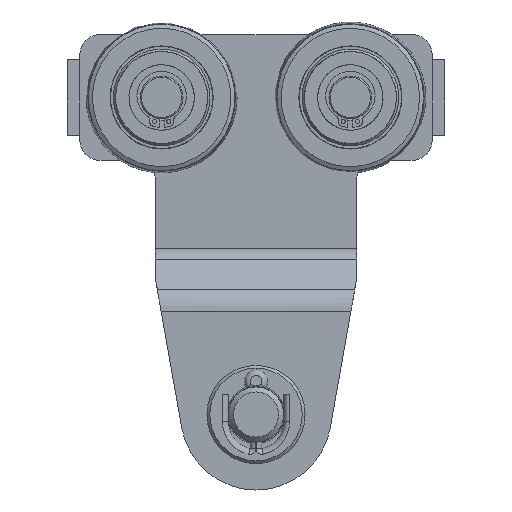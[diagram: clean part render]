
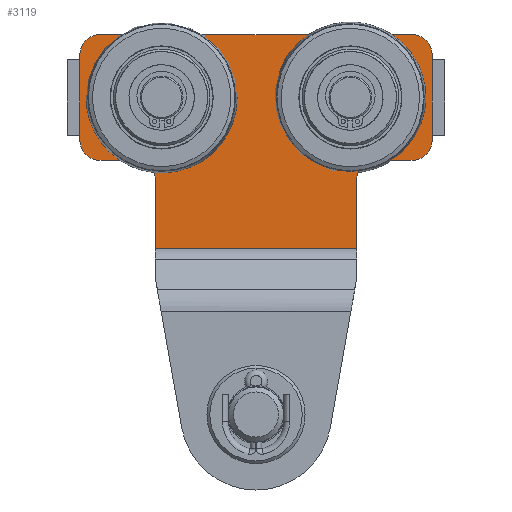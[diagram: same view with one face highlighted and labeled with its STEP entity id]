
A CAD part, left-side view. The second image highlights one B-rep face of the part: STEP entity #3119.
In plain terms, the highlighted face is planar.
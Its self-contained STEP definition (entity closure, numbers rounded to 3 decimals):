
#3119=ADVANCED_FACE('',(#5275,#5276,#5277),#5278,.F.);
#5275=FACE_OUTER_BOUND('',#7455,.T.);
#5276=FACE_BOUND('',#7456,.T.);
#5277=FACE_BOUND('',#7457,.T.);
#5278=PLANE('',#7458);
#7455=EDGE_LOOP('',(#10748,#10749,#10750,#10751,#10752,#10753,#10754,#10755,#10756,#10757,#10758,#10759,#10760,#10761));
#7456=EDGE_LOOP('',(#10762));
#7457=EDGE_LOOP('',(#10763));
#7458=AXIS2_PLACEMENT_3D('',#10764,#10765,#10766);
#10748=ORIENTED_EDGE('',*,*,#10901,.T.);
#10749=ORIENTED_EDGE('',*,*,#11782,.T.);
#10750=ORIENTED_EDGE('',*,*,#11842,.T.);
#10751=ORIENTED_EDGE('',*,*,#11374,.T.);
#10752=ORIENTED_EDGE('',*,*,#11764,.T.);
#10753=ORIENTED_EDGE('',*,*,#11604,.T.);
#10754=ORIENTED_EDGE('',*,*,#11326,.T.);
#10755=ORIENTED_EDGE('',*,*,#11022,.T.);
#10756=ORIENTED_EDGE('',*,*,#11730,.T.);
#10757=ORIENTED_EDGE('',*,*,#11107,.T.);
#10758=ORIENTED_EDGE('',*,*,#11923,.T.);
#10759=ORIENTED_EDGE('',*,*,#11893,.T.);
#10760=ORIENTED_EDGE('',*,*,#11546,.F.);
#10761=ORIENTED_EDGE('',*,*,#11891,.T.);
#10762=ORIENTED_EDGE('',*,*,#11726,.T.);
#10763=ORIENTED_EDGE('',*,*,#10998,.T.);
#10764=CARTESIAN_POINT('',(-653.358,1787.097,6592.303));
#10765=DIRECTION('',(-1.,0.,0.));
#10766=DIRECTION('',(0.,0.,1.));
#10901=EDGE_CURVE('',#12109,#12107,#12110,.T.);
#10998=EDGE_CURVE('',#12273,#12273,#12274,.T.);
#11022=EDGE_CURVE('',#12317,#12314,#12318,.T.);
#11107=EDGE_CURVE('',#12464,#12465,#12466,.T.);
#11326=EDGE_CURVE('',#12824,#12317,#12825,.T.);
#11374=EDGE_CURVE('',#12901,#12899,#12902,.T.);
#11546=EDGE_CURVE('',#13164,#13165,#13166,.T.);
#11604=EDGE_CURVE('',#13245,#12824,#13246,.T.);
#11726=EDGE_CURVE('',#13413,#13413,#13414,.T.);
#11730=EDGE_CURVE('',#12314,#12464,#13419,.T.);
#11764=EDGE_CURVE('',#12899,#13245,#13460,.T.);
#11782=EDGE_CURVE('',#12107,#13484,#13486,.T.);
#11842=EDGE_CURVE('',#13484,#12901,#13562,.T.);
#11891=EDGE_CURVE('',#13164,#12109,#13621,.T.);
#11893=EDGE_CURVE('',#13623,#13165,#13624,.T.);
#11923=EDGE_CURVE('',#12465,#13623,#13662,.T.);
#12107=VERTEX_POINT('',#13882);
#12109=VERTEX_POINT('',#13885);
#12110=LINE('',#13886,#13887);
#12273=VERTEX_POINT('',#14064);
#12274=CIRCLE('',#14065,8.6);
#12314=VERTEX_POINT('',#14115);
#12317=VERTEX_POINT('',#14118);
#12318=LINE('',#14119,#14120);
#12464=VERTEX_POINT('',#14292);
#12465=VERTEX_POINT('',#14293);
#12466=CIRCLE('',#14294,8.);
#12824=VERTEX_POINT('',#14787);
#12825=LINE('',#14788,#14789);
#12899=VERTEX_POINT('',#14874);
#12901=VERTEX_POINT('',#14877);
#12902=CIRCLE('',#14878,8.);
#13164=VERTEX_POINT('',#15238);
#13165=VERTEX_POINT('',#15239);
#13166=LINE('',#15240,#15241);
#13245=VERTEX_POINT('',#15336);
#13246=CIRCLE('',#15337,8.);
#13413=VERTEX_POINT('',#15531);
#13414=CIRCLE('',#15532,8.6);
#13419=LINE('',#15537,#15538);
#13460=LINE('',#15586,#15587);
#13484=VERTEX_POINT('',#15611);
#13486=CIRCLE('',#15614,8.);
#13562=LINE('',#15858,#15859);
#13621=CIRCLE('',#15927,8.);
#13623=VERTEX_POINT('',#15929);
#13624=CIRCLE('',#15930,8.);
#13662=LINE('',#15970,#15971);
#13882=CARTESIAN_POINT('',(-653.358,1787.097,6724.303));
#13885=CARTESIAN_POINT('',(-653.358,1787.097,6600.303));
#13886=CARTESIAN_POINT('',(-653.358,1787.097,6592.303));
#13887=VECTOR('',#16188,1.);
#14064=CARTESIAN_POINT('',(-653.358,1770.697,6699.803));
#14065=AXIS2_PLACEMENT_3D('',#16362,#16363,#16364);
#14115=CARTESIAN_POINT('',(-653.358,1702.068,6622.303));
#14118=CARTESIAN_POINT('',(-653.358,1702.068,6702.303));
#14119=CARTESIAN_POINT('',(-653.358,1702.068,6622.303));
#14120=VECTOR('',#16399,1.);
#14292=CARTESIAN_POINT('',(-653.358,1729.097,6622.303));
#14293=CARTESIAN_POINT('',(-653.358,1737.097,6614.303));
#14294=AXIS2_PLACEMENT_3D('',#16537,#16538,#16539);
#14787=CARTESIAN_POINT('',(-653.358,1729.097,6702.303));
#14788=CARTESIAN_POINT('',(-653.358,1787.097,6702.303));
#14789=VECTOR('',#16882,1.);
#14874=CARTESIAN_POINT('',(-653.358,1737.097,6724.303));
#14877=CARTESIAN_POINT('',(-653.358,1745.097,6732.303));
#14878=AXIS2_PLACEMENT_3D('',#16961,#16962,#16963);
#15238=CARTESIAN_POINT('',(-653.358,1779.097,6592.303));
#15239=CARTESIAN_POINT('',(-653.358,1745.097,6592.303));
#15240=CARTESIAN_POINT('',(-653.358,1787.097,6592.303));
#15241=VECTOR('',#17242,1.);
#15336=CARTESIAN_POINT('',(-653.358,1737.097,6710.303));
#15337=AXIS2_PLACEMENT_3D('',#17313,#17314,#17315);
#15531=CARTESIAN_POINT('',(-653.358,1770.697,6624.803));
#15532=AXIS2_PLACEMENT_3D('',#17475,#17476,#17477);
#15537=CARTESIAN_POINT('',(-653.358,1787.097,6622.303));
#15538=VECTOR('',#17481,1.);
#15586=CARTESIAN_POINT('',(-653.358,1737.097,6592.303));
#15587=VECTOR('',#17519,1.);
#15611=CARTESIAN_POINT('',(-653.358,1779.097,6732.303));
#15614=AXIS2_PLACEMENT_3D('',#17542,#17543,#17544);
#15858=CARTESIAN_POINT('',(-653.358,1787.097,6732.303));
#15859=VECTOR('',#17594,1.);
#15927=AXIS2_PLACEMENT_3D('',#17640,#17641,#17642);
#15929=CARTESIAN_POINT('',(-653.358,1737.097,6600.303));
#15930=AXIS2_PLACEMENT_3D('',#17643,#17644,#17645);
#15970=CARTESIAN_POINT('',(-653.358,1737.097,6592.303));
#15971=VECTOR('',#17675,1.);
#16188=DIRECTION('',(0.,0.,1.));
#16362=CARTESIAN_POINT('',(-653.358,1762.097,6699.803));
#16363=DIRECTION('',(-1.,0.,0.));
#16364=DIRECTION('',(0.,1.,0.));
#16399=DIRECTION('',(0.,0.,-1.));
#16537=CARTESIAN_POINT('',(-653.358,1729.097,6614.303));
#16538=DIRECTION('',(-1.,0.,0.));
#16539=DIRECTION('',(0.,1.,0.));
#16882=DIRECTION('',(0.,-1.,0.));
#16961=CARTESIAN_POINT('',(-653.358,1745.097,6724.303));
#16962=DIRECTION('',(1.,0.,0.));
#16963=DIRECTION('',(0.,1.,0.));
#17242=DIRECTION('',(0.,-1.,0.));
#17313=CARTESIAN_POINT('',(-653.358,1729.097,6710.303));
#17314=DIRECTION('',(-1.,0.,0.));
#17315=DIRECTION('',(0.,1.,0.));
#17475=CARTESIAN_POINT('',(-653.358,1762.097,6624.803));
#17476=DIRECTION('',(-1.,0.,0.));
#17477=DIRECTION('',(0.,1.,0.));
#17481=DIRECTION('',(0.,1.,0.));
#17519=DIRECTION('',(0.,0.,-1.));
#17542=CARTESIAN_POINT('',(-653.358,1779.097,6724.303));
#17543=DIRECTION('',(1.,0.,0.));
#17544=DIRECTION('',(0.,1.,0.));
#17594=DIRECTION('',(0.,-1.,0.));
#17640=CARTESIAN_POINT('',(-653.358,1779.097,6600.303));
#17641=DIRECTION('',(1.,0.,0.));
#17642=DIRECTION('',(0.,1.,0.));
#17643=CARTESIAN_POINT('',(-653.358,1745.097,6600.303));
#17644=DIRECTION('',(1.,0.,0.));
#17645=DIRECTION('',(0.,1.,0.));
#17675=DIRECTION('',(0.,0.,-1.));
